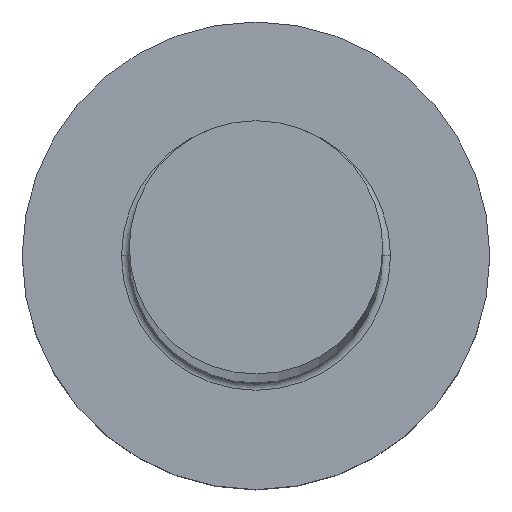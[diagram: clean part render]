
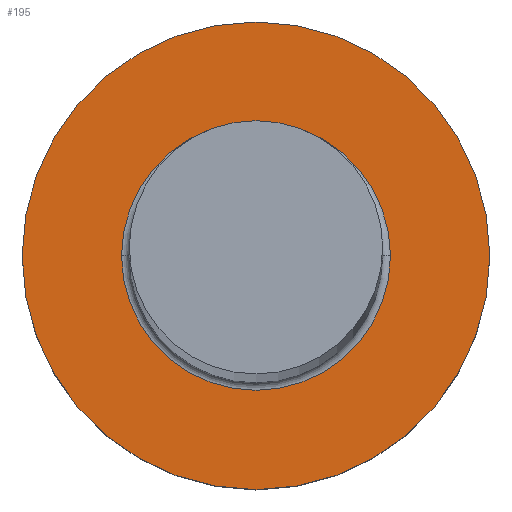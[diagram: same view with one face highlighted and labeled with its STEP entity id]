
A CAD part, top view. The second image highlights one B-rep face of the part: STEP entity #195.
In plain terms, the highlighted planar face has unit normal (0, 0, 1).
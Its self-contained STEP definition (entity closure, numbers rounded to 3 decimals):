
#16 = FACE_OUTER_BOUND ( 'NONE', #196, .T. ) ;
#18 = CIRCLE ( 'NONE', #26, 3.45 ) ;
#26 = AXIS2_PLACEMENT_3D ( 'NONE', #27, #32, #127 ) ;
#27 = CARTESIAN_POINT ( 'NONE',  ( 0., 0., 5. ) ) ;
#30 = DIRECTION ( 'NONE',  ( 1., 0., 0. ) ) ;
#32 = DIRECTION ( 'NONE',  ( 0., 0., -1. ) ) ;
#45 = EDGE_CURVE ( 'NONE', #258, #295, #18, .T. ) ;
#56 = CARTESIAN_POINT ( 'NONE',  ( 0., 0., 5. ) ) ;
#60 = ORIENTED_EDGE ( 'NONE', *, *, #141, .T. ) ;
#66 = FACE_BOUND ( 'NONE', #231, .T. ) ;
#67 = CIRCLE ( 'NONE', #229, 3.45 ) ;
#72 = CIRCLE ( 'NONE', #283, 6. ) ;
#84 = CARTESIAN_POINT ( 'NONE',  ( 0., 0., 5. ) ) ;
#111 = ORIENTED_EDGE ( 'NONE', *, *, #160, .T. ) ;
#127 = DIRECTION ( 'NONE',  ( 1., 0., 0. ) ) ;
#141 = EDGE_CURVE ( 'NONE', #145, #190, #298, .T. ) ;
#145 = VERTEX_POINT ( 'NONE', #149 ) ;
#149 = CARTESIAN_POINT ( 'NONE',  ( -6., 0., 5. ) ) ;
#159 = CARTESIAN_POINT ( 'NONE',  ( 0., 0., 5. ) ) ;
#160 = EDGE_CURVE ( 'NONE', #295, #258, #67, .T. ) ;
#165 = CARTESIAN_POINT ( 'NONE',  ( 0., 0., 5. ) ) ;
#179 = AXIS2_PLACEMENT_3D ( 'NONE', #165, #180, #273 ) ;
#180 = DIRECTION ( 'NONE',  ( 0., 0., 1. ) ) ;
#181 = DIRECTION ( 'NONE',  ( 0., 0., 1. ) ) ;
#182 = CARTESIAN_POINT ( 'NONE',  ( 3.45, 0., 5. ) ) ;
#183 = PLANE ( 'NONE',  #179 ) ;
#188 = ORIENTED_EDGE ( 'NONE', *, *, #226, .T. ) ;
#190 = VERTEX_POINT ( 'NONE', #277 ) ;
#195 = ADVANCED_FACE ( 'NONE', ( #66, #16 ), #183, .T. ) ;
#196 = EDGE_LOOP ( 'NONE', ( #60, #188 ) ) ;
#200 = DIRECTION ( 'NONE',  ( 1., 0., 0. ) ) ;
#204 = CARTESIAN_POINT ( 'NONE',  ( -3.45, 0., 5. ) ) ;
#206 = DIRECTION ( 'NONE',  ( 1., 0., 0. ) ) ;
#219 = DIRECTION ( 'NONE',  ( 0., 0., 1. ) ) ;
#224 = AXIS2_PLACEMENT_3D ( 'NONE', #56, #219, #200 ) ;
#226 = EDGE_CURVE ( 'NONE', #190, #145, #72, .T. ) ;
#229 = AXIS2_PLACEMENT_3D ( 'NONE', #84, #289, #30 ) ;
#231 = EDGE_LOOP ( 'NONE', ( #245, #111 ) ) ;
#245 = ORIENTED_EDGE ( 'NONE', *, *, #45, .T. ) ;
#258 = VERTEX_POINT ( 'NONE', #182 ) ;
#273 = DIRECTION ( 'NONE',  ( 1., 0., 0. ) ) ;
#277 = CARTESIAN_POINT ( 'NONE',  ( 6., 0., 5. ) ) ;
#283 = AXIS2_PLACEMENT_3D ( 'NONE', #159, #181, #206 ) ;
#289 = DIRECTION ( 'NONE',  ( 0., 0., -1. ) ) ;
#295 = VERTEX_POINT ( 'NONE', #204 ) ;
#298 = CIRCLE ( 'NONE', #224, 6. ) ;
